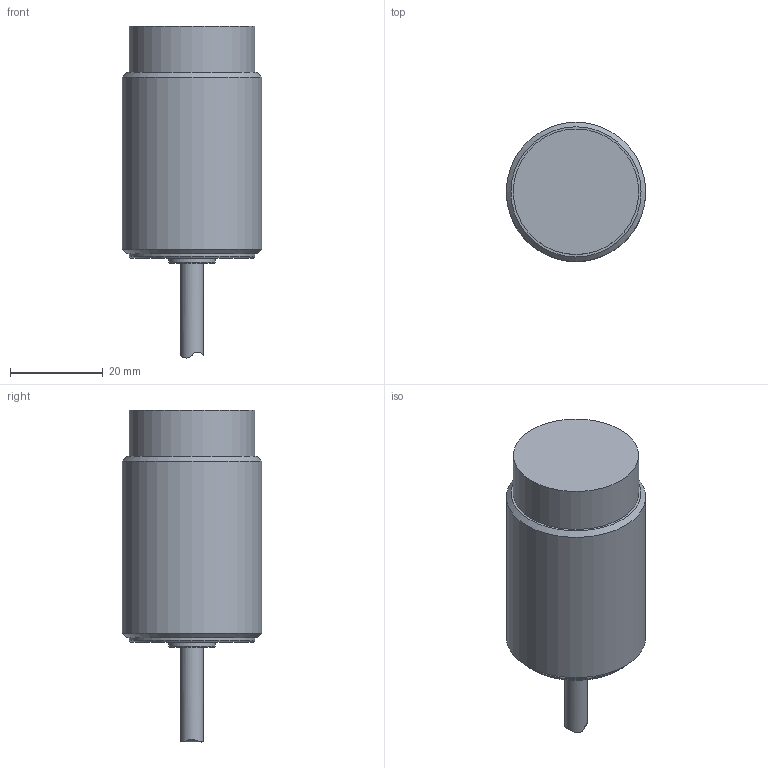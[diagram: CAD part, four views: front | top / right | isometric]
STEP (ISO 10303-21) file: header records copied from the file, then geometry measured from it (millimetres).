
FILE_DESCRIPTION(/* description */ (''),/* implementation_level */ '2;1');
FILE_NAME(/* name */ 'IA8004_Shrinkwrap_1.stp',/* time_stamp */ '2022-03-18T12:27:05+01:00',/* author */ ('Krieger Anja'),/* organization */ (''),/* preprocessor_version */ 'ST-DEVELOPER v18.1',/* originating_system */ 'Autodesk Inventor 2021',/* authorisation */ '');
FILE_SCHEMA (('AUTOMOTIVE_DESIGN { 1 0 10303 214 3 1 1 }','AP242_MANAGED_MODEL_BASED_3D_ENGINEERING_MIM_LF { 1 0 10303 442 1 1 4 }'));
Length unit declared in the file: millimetre
Products named in the file (1): IA8004_Shrinkwrap_1
Bounding box: 30 x 30 x 71.43 mm (x, y, z)
Volume: 12599.2 mm3; surface area: 10706.7 mm2
Topology: 2 solids, 2 shells, 21 faces, 35 edges, 23 vertices
Faces by surface type: cylinder 9, plane 8, cone 2, torus 2
Full cylindrical faces by diameter (mm): 4.9 x2, 10 x1, 27 x3, 30 x1
Entity records: 651 total; most frequent: CARTESIAN_POINT 140, DIRECTION 96, ORIENTED_EDGE 70, AXIS2_PLACEMENT_3D 43, EDGE_CURVE 35, EDGE_LOOP 26, VERTEX_POINT 23, STYLED_ITEM 23
